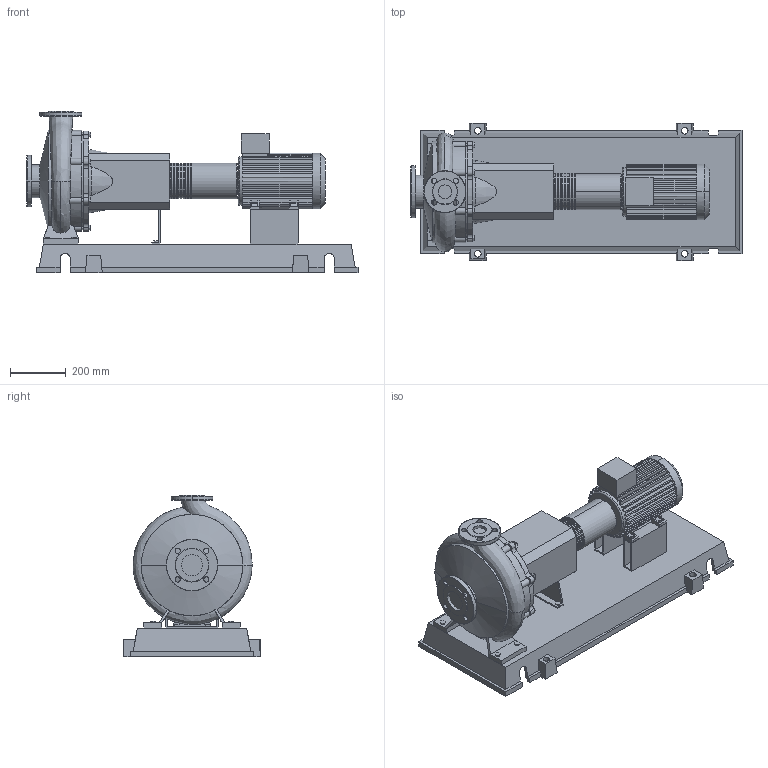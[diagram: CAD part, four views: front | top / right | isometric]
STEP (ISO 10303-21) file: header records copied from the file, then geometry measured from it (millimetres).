
FILE_DESCRIPTION((''),'2;1');
FILE_NAME('3d_NL40_315-2.2-4-12-4109015.stp','2015-03-03T07:08:09',(''),(''),'Mechanical Desktop 2009','Mechanical Desktop 2009',', , ');
FILE_SCHEMA(('CONFIG_CONTROL_DESIGN'));
Length unit declared in the file: millimetre
Products named in the file (1): Product
Bounding box: 1187.5 x 490 x 578 mm (x, y, z)
Volume: 52151298.4 mm3; surface area: 3518982.1 mm2
Topology: 13 solids, 13 shells, 859 faces, 2262 edges, 1487 vertices
Faces by surface type: plane 437, bspline 205, cylinder 201, cone 10, torus 6
Entity records: 31095 total; most frequent: CARTESIAN_POINT 9934, ORIENTED_EDGE 4526, DIRECTION 4137, EDGE_CURVE 2263, VERTEX_POINT 1486, VECTOR 1459, LINE 1459, AXIS2_PLACEMENT_3D 1339
